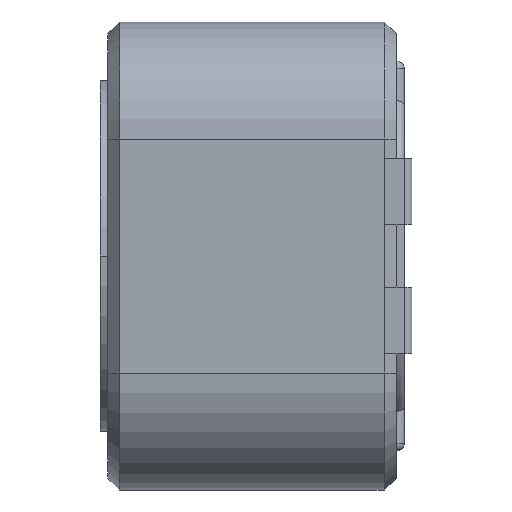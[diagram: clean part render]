
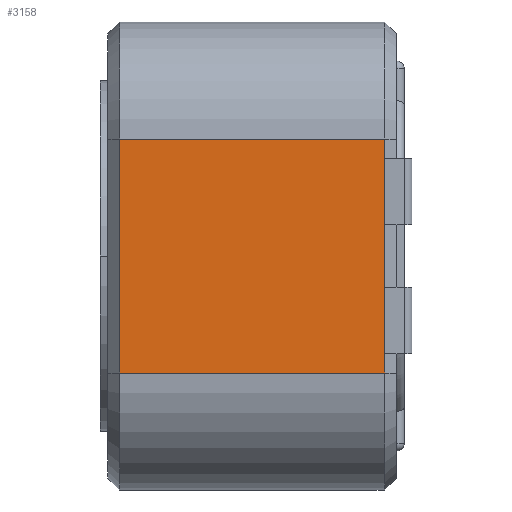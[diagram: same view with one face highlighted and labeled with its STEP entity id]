
A CAD part, left-side view. The second image highlights one B-rep face of the part: STEP entity #3158.
In plain terms, the highlighted planar face has unit normal (-1, 0, 0).
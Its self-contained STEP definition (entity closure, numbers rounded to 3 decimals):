
#92 = PLANE ( 'NONE',  #3683 ) ;
#283 = CARTESIAN_POINT ( 'NONE',  ( -6., 7.5, -3. ) ) ;
#315 = ORIENTED_EDGE ( 'NONE', *, *, #4343, .T. ) ;
#360 = EDGE_LOOP ( 'NONE', ( #1947, #2470, #315, #3831 ) ) ;
#449 = LINE ( 'NONE', #4222, #1319 ) ;
#583 = CARTESIAN_POINT ( 'NONE',  ( -6., 0.7, 3. ) ) ;
#896 = EDGE_CURVE ( 'NONE', #2723, #3480, #4189, .T. ) ;
#1128 = CARTESIAN_POINT ( 'NONE',  ( -6., 24.971, 3. ) ) ;
#1319 = VECTOR ( 'NONE', #3857, 1000. ) ;
#1554 = DIRECTION ( 'NONE',  ( 1., 0., 0. ) ) ;
#1574 = VECTOR ( 'NONE', #2549, 1000. ) ;
#1886 = CARTESIAN_POINT ( 'NONE',  ( -6., 24.971, -3. ) ) ;
#1947 = ORIENTED_EDGE ( 'NONE', *, *, #2215, .F. ) ;
#1954 = VECTOR ( 'NONE', #2029, 1000. ) ;
#2029 = DIRECTION ( 'NONE',  ( 0., 0., -1. ) ) ;
#2210 = CARTESIAN_POINT ( 'NONE',  ( -6., 0.7, -3. ) ) ;
#2215 = EDGE_CURVE ( 'NONE', #2303, #3480, #4283, .T. ) ;
#2303 = VERTEX_POINT ( 'NONE', #4332 ) ;
#2428 = FACE_OUTER_BOUND ( 'NONE', #360, .T. ) ;
#2470 = ORIENTED_EDGE ( 'NONE', *, *, #3391, .T. ) ;
#2538 = DIRECTION ( 'NONE',  ( 0., 0., -1. ) ) ;
#2549 = DIRECTION ( 'NONE',  ( 0., -1., 0. ) ) ;
#2570 = VERTEX_POINT ( 'NONE', #3097 ) ;
#2658 = LINE ( 'NONE', #283, #1954 ) ;
#2723 = VERTEX_POINT ( 'NONE', #3501 ) ;
#3097 = CARTESIAN_POINT ( 'NONE',  ( -6., 7.5, -3. ) ) ;
#3158 = ADVANCED_FACE ( 'NONE', ( #2428 ), #92, .F. ) ;
#3260 = VECTOR ( 'NONE', #3645, 1000. ) ;
#3391 = EDGE_CURVE ( 'NONE', #2303, #2570, #2658, .T. ) ;
#3480 = VERTEX_POINT ( 'NONE', #583 ) ;
#3501 = CARTESIAN_POINT ( 'NONE',  ( -6., 0.7, -3. ) ) ;
#3645 = DIRECTION ( 'NONE',  ( 0., 0., 1. ) ) ;
#3683 = AXIS2_PLACEMENT_3D ( 'NONE', #1886, #1554, #2538 ) ;
#3831 = ORIENTED_EDGE ( 'NONE', *, *, #896, .T. ) ;
#3857 = DIRECTION ( 'NONE',  ( 0., -1., 0. ) ) ;
#4189 = LINE ( 'NONE', #2210, #3260 ) ;
#4222 = CARTESIAN_POINT ( 'NONE',  ( -6., 24.971, -3. ) ) ;
#4283 = LINE ( 'NONE', #1128, #1574 ) ;
#4332 = CARTESIAN_POINT ( 'NONE',  ( -6., 7.5, 3. ) ) ;
#4343 = EDGE_CURVE ( 'NONE', #2570, #2723, #449, .T. ) ;
